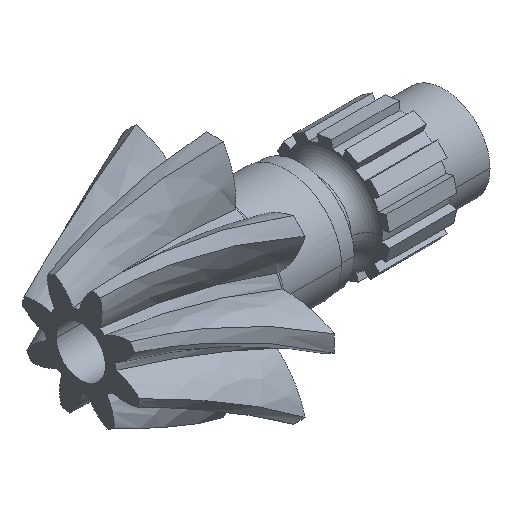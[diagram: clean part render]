
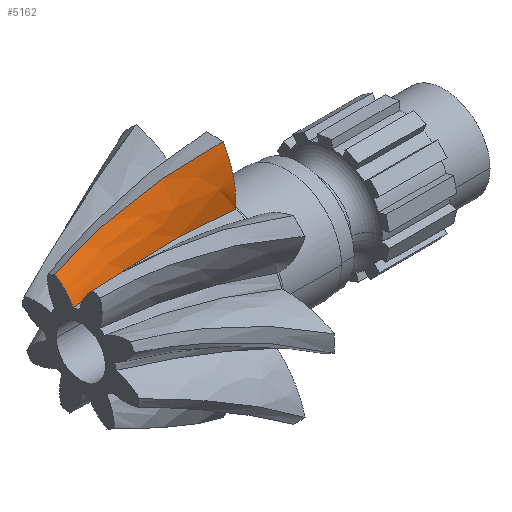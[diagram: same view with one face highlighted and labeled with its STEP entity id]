
A CAD part, isometric view. The second image highlights one B-rep face of the part: STEP entity #5162.
In plain terms, the highlighted free-form (B-spline) face has degree [3, 3] with [4, 5] control points.
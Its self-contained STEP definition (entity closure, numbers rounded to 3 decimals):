
#125=B_SPLINE_CURVE_WITH_KNOTS('',3,(#10263,#10264,#10265,#10266,#10267),
 .UNSPECIFIED.,.F.,.U.,(4,1,4),(0.,0.484,1.),.UNSPECIFIED.);
#126=B_SPLINE_CURVE_WITH_KNOTS('',3,(#10292,#10293,#10294,#10295,#10296),
 .UNSPECIFIED.,.F.,.U.,(4,1,4),(0.,0.484,1.),.UNSPECIFIED.);
#157=B_SPLINE_SURFACE_WITH_KNOTS('',3,3,((#10272,#10273,#10274,#10275,#10276),
(#10277,#10278,#10279,#10280,#10281),(#10282,#10283,#10284,#10285,#10286),
(#10287,#10288,#10289,#10290,#10291)),.UNSPECIFIED.,.F.,.F.,.U.,(4,4),(4,
1,4),(0.,1.),(0.,0.484,1.),.UNSPECIFIED.);
#988=VERTEX_POINT('',#9057);
#989=VERTEX_POINT('',#9059);
#990=VERTEX_POINT('',#9061);
#991=VERTEX_POINT('',#9063);
#992=VERTEX_POINT('',#9065);
#993=VERTEX_POINT('',#9067);
#994=VERTEX_POINT('',#9069);
#995=VERTEX_POINT('',#9071);
#996=VERTEX_POINT('',#9073);
#1151=VERTEX_POINT('',#10268);
#1153=VERTEX_POINT('',#10297);
#1154=VERTEX_POINT('',#10299);
#1155=VERTEX_POINT('',#10301);
#1156=VERTEX_POINT('',#10303);
#1743=CIRCLE('',#5736,64.98);
#1744=CIRCLE('',#5737,64.967);
#1745=CIRCLE('',#5738,64.976);
#1746=CIRCLE('',#5739,64.987);
#1747=CIRCLE('',#5740,64.987);
#1748=CIRCLE('',#5741,64.976);
#1749=CIRCLE('',#5742,64.966);
#1750=CIRCLE('',#5743,64.98);
#1908=CIRCLE('',#5901,32.5);
#1909=CIRCLE('',#5902,32.5);
#1910=CIRCLE('',#5903,32.5);
#1911=CIRCLE('',#5904,32.5);
#2640=EDGE_CURVE('',#989,#988,#1743,.T.);
#2641=EDGE_CURVE('',#990,#989,#1744,.T.);
#2642=EDGE_CURVE('',#991,#990,#1745,.T.);
#2643=EDGE_CURVE('',#992,#991,#1746,.T.);
#2644=EDGE_CURVE('',#993,#992,#1747,.T.);
#2645=EDGE_CURVE('',#994,#993,#1748,.T.);
#2646=EDGE_CURVE('',#995,#994,#1749,.T.);
#2647=EDGE_CURVE('',#996,#995,#1750,.T.);
#2829=EDGE_CURVE('',#996,#1151,#125,.T.);
#2832=EDGE_CURVE('',#988,#1153,#126,.T.);
#2833=EDGE_CURVE('',#1153,#1154,#1908,.T.);
#2834=EDGE_CURVE('',#1154,#1155,#1909,.T.);
#2835=EDGE_CURVE('',#1155,#1156,#1910,.T.);
#2836=EDGE_CURVE('',#1156,#1151,#1911,.T.);
#4439=ORIENTED_EDGE('',*,*,#2647,.T.);
#4440=ORIENTED_EDGE('',*,*,#2646,.T.);
#4441=ORIENTED_EDGE('',*,*,#2645,.T.);
#4442=ORIENTED_EDGE('',*,*,#2644,.T.);
#4443=ORIENTED_EDGE('',*,*,#2643,.T.);
#4444=ORIENTED_EDGE('',*,*,#2642,.T.);
#4445=ORIENTED_EDGE('',*,*,#2641,.T.);
#4446=ORIENTED_EDGE('',*,*,#2640,.T.);
#4447=ORIENTED_EDGE('',*,*,#2832,.T.);
#4448=ORIENTED_EDGE('',*,*,#2833,.T.);
#4449=ORIENTED_EDGE('',*,*,#2834,.T.);
#4450=ORIENTED_EDGE('',*,*,#2835,.T.);
#4451=ORIENTED_EDGE('',*,*,#2836,.T.);
#4452=ORIENTED_EDGE('',*,*,#2829,.F.);
#4917=EDGE_LOOP('',(#4439,#4440,#4441,#4442,#4443,#4444,#4445,#4446,#4447,
#4448,#4449,#4450,#4451,#4452));
#5042=FACE_BOUND('',#4917,.T.);
#5162=ADVANCED_FACE('',(#5042),#157,.T.);
#5736=AXIS2_PLACEMENT_3D('',#9058,#7221,#7222);
#5737=AXIS2_PLACEMENT_3D('',#9060,#7223,#7224);
#5738=AXIS2_PLACEMENT_3D('',#9062,#7225,#7226);
#5739=AXIS2_PLACEMENT_3D('',#9064,#7227,#7228);
#5740=AXIS2_PLACEMENT_3D('',#9066,#7229,#7230);
#5741=AXIS2_PLACEMENT_3D('',#9068,#7231,#7232);
#5742=AXIS2_PLACEMENT_3D('',#9070,#7233,#7234);
#5743=AXIS2_PLACEMENT_3D('',#9072,#7235,#7236);
#5901=AXIS2_PLACEMENT_3D('',#10298,#7551,#7552);
#5902=AXIS2_PLACEMENT_3D('',#10300,#7553,#7554);
#5903=AXIS2_PLACEMENT_3D('',#10302,#7555,#7556);
#5904=AXIS2_PLACEMENT_3D('',#10304,#7557,#7558);
#7221=DIRECTION('',(-1.,0.,0.));
#7222=DIRECTION('',(0.,-58.181,28.937));
#7223=DIRECTION('',(-1.,0.,0.));
#7224=DIRECTION('',(0.,-60.153,24.541));
#7225=DIRECTION('',(-1.,0.,0.));
#7226=DIRECTION('',(0.,-61.818,20.013));
#7227=DIRECTION('',(-1.,0.,0.));
#7228=DIRECTION('',(0.,-63.148,15.35));
#7229=DIRECTION('',(-1.,0.,0.));
#7230=DIRECTION('',(0.,-64.116,10.605));
#7231=DIRECTION('',(-1.,0.,0.));
#7232=DIRECTION('',(0.,-64.718,5.792));
#7233=DIRECTION('',(-1.,0.,0.));
#7234=DIRECTION('',(0.,-64.959,0.953));
#7235=DIRECTION('',(-1.,0.,0.));
#7236=DIRECTION('',(0.,-64.863,-3.894));
#7551=DIRECTION('',(1.,0.,0.));
#7552=DIRECTION('',(0.,-15.899,28.346));
#7553=DIRECTION('',(1.,0.,0.));
#7554=DIRECTION('',(0.,-15.899,28.346));
#7555=DIRECTION('',(1.,0.,0.));
#7556=DIRECTION('',(0.,-15.899,28.346));
#7557=DIRECTION('',(1.,0.,0.));
#7558=DIRECTION('',(0.,-15.899,28.346));
#9057=CARTESIAN_POINT('',(0.,-6.,84.788));
#9058=CARTESIAN_POINT('',(0.,49.865,51.6));
#9059=CARTESIAN_POINT('',(0.,-8.316,80.537));
#9060=CARTESIAN_POINT('',(0.,49.853,51.605));
#9061=CARTESIAN_POINT('',(0.,-10.3,76.145));
#9062=CARTESIAN_POINT('',(0.,49.861,51.599));
#9063=CARTESIAN_POINT('',(0.,-11.956,71.612));
#9064=CARTESIAN_POINT('',(0.,49.871,51.595));
#9065=CARTESIAN_POINT('',(0.,-13.277,66.945));
#9066=CARTESIAN_POINT('',(0.,49.871,51.593));
#9067=CARTESIAN_POINT('',(0.,-14.245,62.198));
#9068=CARTESIAN_POINT('',(0.,49.86,51.593));
#9069=CARTESIAN_POINT('',(0.,-14.858,57.385));
#9070=CARTESIAN_POINT('',(0.,49.85,51.592));
#9071=CARTESIAN_POINT('',(0.,-15.11,52.545));
#9072=CARTESIAN_POINT('',(0.,49.863,51.591));
#9073=CARTESIAN_POINT('',(0.,-15.,47.697));
#10263=CARTESIAN_POINT('',(0.,-15.,47.697));
#10264=CARTESIAN_POINT('',(-14.819,-9.337,44.598));
#10265=CARTESIAN_POINT('',(-45.562,-0.246,37.596));
#10266=CARTESIAN_POINT('',(-78.152,4.283,29.069));
#10267=CARTESIAN_POINT('',(-95.,5.429,24.403));
#10268=CARTESIAN_POINT('',(-95.,5.429,24.403));
#10272=CARTESIAN_POINT('',(0.,-15.,47.697));
#10273=CARTESIAN_POINT('',(-14.819,-9.337,44.598));
#10274=CARTESIAN_POINT('',(-45.562,-0.246,37.596));
#10275=CARTESIAN_POINT('',(-78.152,4.283,29.069));
#10276=CARTESIAN_POINT('',(-95.,5.429,24.403));
#10277=CARTESIAN_POINT('',(0.,-15.779,60.682));
#10278=CARTESIAN_POINT('',(-14.731,-9.312,56.207));
#10279=CARTESIAN_POINT('',(-45.65,2.134,47.246));
#10280=CARTESIAN_POINT('',(-78.064,7.532,36.097));
#10281=CARTESIAN_POINT('',(-95.,8.338,30.221));
#10282=CARTESIAN_POINT('',(0.,-12.644,73.604));
#10283=CARTESIAN_POINT('',(-14.644,-5.372,67.752));
#10284=CARTESIAN_POINT('',(-45.737,7.292,55.789));
#10285=CARTESIAN_POINT('',(-77.977,12.461,42.119));
#10286=CARTESIAN_POINT('',(-95.,12.926,35.032));
#10287=CARTESIAN_POINT('',(0.,-6.,84.788));
#10288=CARTESIAN_POINT('',(-14.556,2.076,77.56));
#10289=CARTESIAN_POINT('',(-45.825,14.483,62.138));
#10290=CARTESIAN_POINT('',(-77.89,18.475,46.511));
#10291=CARTESIAN_POINT('',(-95.,18.599,38.214));
#10292=CARTESIAN_POINT('',(0.,-6.,84.788));
#10293=CARTESIAN_POINT('',(-14.556,2.076,77.56));
#10294=CARTESIAN_POINT('',(-45.825,14.483,62.138));
#10295=CARTESIAN_POINT('',(-77.89,18.475,46.511));
#10296=CARTESIAN_POINT('',(-95.,18.599,38.214));
#10297=CARTESIAN_POINT('',(-95.,18.599,38.214));
#10298=CARTESIAN_POINT('',(-95.,34.498,9.869));
#10299=CARTESIAN_POINT('',(-95.,14.567,35.54));
#10300=CARTESIAN_POINT('',(-95.,34.498,9.869));
#10301=CARTESIAN_POINT('',(-95.,10.977,32.297));
#10302=CARTESIAN_POINT('',(-95.,34.498,9.869));
#10303=CARTESIAN_POINT('',(-95.,7.909,28.557));
#10304=CARTESIAN_POINT('',(-95.,34.498,9.869));
